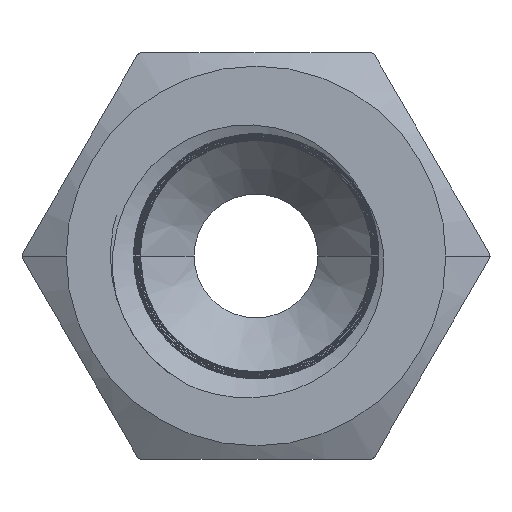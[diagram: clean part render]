
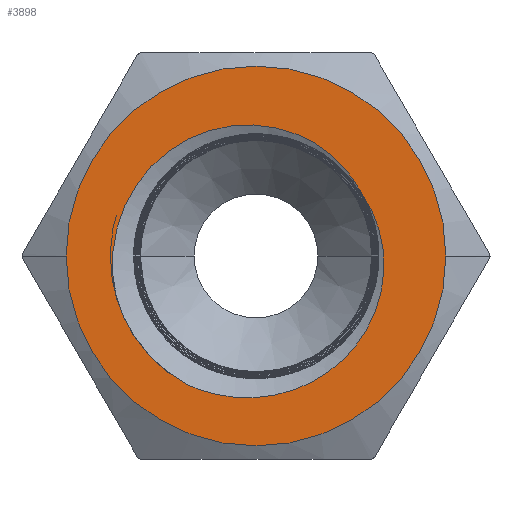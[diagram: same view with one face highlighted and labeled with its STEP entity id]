
A CAD part, left-side view. The second image highlights one B-rep face of the part: STEP entity #3898.
In plain terms, the highlighted planar face has unit normal (-1, 0, 0).
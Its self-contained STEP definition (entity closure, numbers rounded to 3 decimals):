
#121=CARTESIAN_POINT('',(0.,-4.98,2.904));
#122=CARTESIAN_POINT('',(0.,-5.141,2.669));
#123=CARTESIAN_POINT('',(0.,-5.424,2.181));
#124=CARTESIAN_POINT('',(0.,-5.742,1.384));
#125=CARTESIAN_POINT('',(0.,-5.938,0.561));
#126=CARTESIAN_POINT('',(0.,-6.016,-0.274));
#127=CARTESIAN_POINT('',(0.,-5.977,-1.129));
#128=CARTESIAN_POINT('',(0.,-5.806,-2.017));
#129=CARTESIAN_POINT('',(0.,-5.479,-2.933));
#130=CARTESIAN_POINT('',(0.,-4.989,-3.817));
#131=CARTESIAN_POINT('',(0.,-4.367,-4.606));
#132=CARTESIAN_POINT('',(0.,-3.628,-5.287));
#133=CARTESIAN_POINT('',(0.,-2.792,-5.844));
#134=CARTESIAN_POINT('',(0.,-1.865,-6.27));
#135=CARTESIAN_POINT('',(0.,-0.871,-6.549));
#136=CARTESIAN_POINT('',(0.,0.152,-6.669));
#137=CARTESIAN_POINT('',(0.,1.201,-6.628));
#138=CARTESIAN_POINT('',(0.,2.226,-6.425));
#139=CARTESIAN_POINT('',(0.,2.887,-6.184));
#140=CARTESIAN_POINT('',(0.,3.212,-6.036));
#142=CARTESIAN_POINT('',(0.,0.,0.));
#143=DIRECTION('',(-1.,0.,0.));
#144=DIRECTION('',(0.,-0.864,0.504));
#145=AXIS2_PLACEMENT_3D('',#142,#143,#144);
#147=CARTESIAN_POINT('',(0.,6.523,-2.031));
#148=CARTESIAN_POINT('',(0.,6.607,-1.696));
#149=CARTESIAN_POINT('',(0.,6.724,-1.023));
#150=CARTESIAN_POINT('',(0.,6.745,0.007));
#151=CARTESIAN_POINT('',(0.,6.61,1.02));
#152=CARTESIAN_POINT('',(0.,6.326,1.992));
#153=CARTESIAN_POINT('',(0.,5.897,2.907));
#154=CARTESIAN_POINT('',(0.,5.339,3.738));
#155=CARTESIAN_POINT('',(0.,4.665,4.47));
#156=CARTESIAN_POINT('',(0.,3.889,5.087));
#157=CARTESIAN_POINT('',(0.,3.041,5.57));
#158=CARTESIAN_POINT('',(0.,2.131,5.917));
#159=CARTESIAN_POINT('',(0.,1.179,6.119));
#160=CARTESIAN_POINT('',(0.,0.209,6.17));
#161=CARTESIAN_POINT('',(0.,-0.752,6.067));
#162=CARTESIAN_POINT('',(0.,-1.63,5.832));
#163=CARTESIAN_POINT('',(0.,-2.431,5.486));
#164=CARTESIAN_POINT('',(0.,-3.155,5.042));
#165=CARTESIAN_POINT('',(0.,-3.809,4.499));
#166=CARTESIAN_POINT('',(0.,-4.384,3.86));
#167=CARTESIAN_POINT('',(0.,-4.697,3.387));
#168=CARTESIAN_POINT('',(0.,-4.838,3.136));
#170=CARTESIAN_POINT('',(0.,3.212,-6.036));
#171=CARTESIAN_POINT('',(0.,3.413,-5.929));
#172=CARTESIAN_POINT('',(0.,3.8,-5.697));
#173=CARTESIAN_POINT('',(0.,4.341,-5.295));
#174=CARTESIAN_POINT('',(0.,4.842,-4.841));
#175=CARTESIAN_POINT('',(0.,5.32,-4.311));
#176=CARTESIAN_POINT('',(0.,5.773,-3.687));
#177=CARTESIAN_POINT('',(0.,6.196,-2.927));
#178=CARTESIAN_POINT('',(0.,6.426,-2.344));
#179=CARTESIAN_POINT('',(0.,6.523,-2.031));
#181=CARTESIAN_POINT('',(0.,0.,0.));
#182=DIRECTION('',(-1.,0.,0.));
#183=DIRECTION('',(0.,1.,0.));
#184=AXIS2_PLACEMENT_3D('',#181,#182,#183);
#186=CARTESIAN_POINT('',(0.,0.,0.));
#187=DIRECTION('',(-1.,0.,0.));
#188=DIRECTION('',(0.,-1.,0.));
#189=AXIS2_PLACEMENT_3D('',#186,#187,#188);
#3649=CARTESIAN_POINT('',(0.,8.9,0.));
#3650=CARTESIAN_POINT('',(0.,-8.9,0.));
#3651=VERTEX_POINT('',#3649);
#3652=VERTEX_POINT('',#3650);
#3704=VERTEX_POINT('',#121);
#3705=VERTEX_POINT('',#140);
#3706=VERTEX_POINT('',#179);
#3707=VERTEX_POINT('',#168);
#3877=CARTESIAN_POINT('',(0.,0.,0.));
#3878=DIRECTION('',(1.,0.,0.));
#3879=DIRECTION('',(0.,0.,-1.));
#3880=AXIS2_PLACEMENT_3D('',#3877,#3878,#3879);
#3881=PLANE('',#3880);
#3883=ORIENTED_EDGE('',*,*,#3882,.F.);
#3885=ORIENTED_EDGE('',*,*,#3884,.F.);
#3886=EDGE_LOOP('',(#3883,#3885));
#3887=FACE_OUTER_BOUND('',#3886,.F.);
#3889=ORIENTED_EDGE('',*,*,#3888,.F.);
#3891=ORIENTED_EDGE('',*,*,#3890,.T.);
#3893=ORIENTED_EDGE('',*,*,#3892,.F.);
#3895=ORIENTED_EDGE('',*,*,#3894,.F.);
#3896=EDGE_LOOP('',(#3889,#3891,#3893,#3895));
#3897=FACE_BOUND('',#3896,.F.);
#141=B_SPLINE_CURVE_WITH_KNOTS('',3,(#121,#122,#123,#124,#125,#126,#127,#128,
#129,#130,#131,#132,#133,#134,#135,#136,#137,#138,#139,#140),.UNSPECIFIED.,.F.,
.F.,(4,1,1,1,1,1,1,1,1,1,1,1,1,1,1,1,1,4),(0.,0.059,
0.118,0.176,0.235,0.294,
0.353,0.412,0.471,0.529,
0.588,0.647,0.706,0.765,
0.824,0.882,0.941,1.),.UNSPECIFIED.);
#146=CIRCLE('',#145,5.765);
#169=B_SPLINE_CURVE_WITH_KNOTS('',3,(#147,#148,#149,#150,#151,#152,#153,#154,
#155,#156,#157,#158,#159,#160,#161,#162,#163,#164,#165,#166,#167,#168),
.UNSPECIFIED.,.F.,.F.,(4,1,1,1,1,1,1,1,1,1,1,1,1,1,1,1,1,1,1,4),(0.,
0.053,0.105,0.158,0.211,
0.263,0.316,0.368,0.421,
0.474,0.526,0.579,0.632,
0.684,0.737,0.789,0.842,
0.895,0.947,1.),.UNSPECIFIED.);
#180=B_SPLINE_CURVE_WITH_KNOTS('',3,(#170,#171,#172,#173,#174,#175,#176,#177,
#178,#179),.UNSPECIFIED.,.F.,.F.,(4,1,1,1,1,1,1,4),(0.,0.143,
0.286,0.429,0.571,0.714,
0.857,1.),.UNSPECIFIED.);
#185=CIRCLE('',#184,8.9);
#190=CIRCLE('',#189,8.9);
#3882=EDGE_CURVE('',#3651,#3652,#185,.T.);
#3884=EDGE_CURVE('',#3652,#3651,#190,.T.);
#3888=EDGE_CURVE('',#3704,#3705,#141,.T.);
#3890=EDGE_CURVE('',#3704,#3707,#146,.T.);
#3892=EDGE_CURVE('',#3706,#3707,#169,.T.);
#3894=EDGE_CURVE('',#3705,#3706,#180,.T.);
#3898=ADVANCED_FACE('',(#3887,#3897),#3881,.F.);
